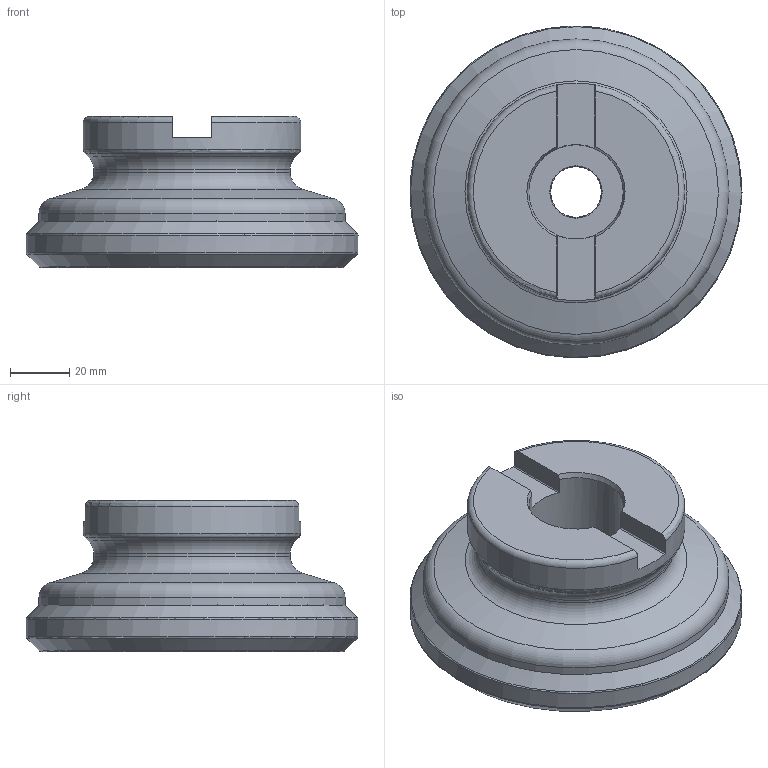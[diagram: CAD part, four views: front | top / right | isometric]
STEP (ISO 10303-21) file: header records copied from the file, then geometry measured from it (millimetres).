
FILE_DESCRIPTION(/* description */ (''),/* implementation_level */ '2;1');
FILE_NAME(/* name */ 'E-Catalogue-F43-ODMT06-D400Z7S125I.stp',/* time_stamp */ '2023-05-19T16:28:33+09:00',/* author */ (''),/* organization */ (''),/* preprocessor_version */ 'ST-DEVELOPER v16',/* originating_system */ 'SIEMENS PLM Software NX 10.0',/* authorisation */ '');
FILE_SCHEMA (('AP203_CONFIGURATION_CONTROLLED_3D_DESIGN_OF_MECHANICAL_PARTS_AND_ASSEMBLIES_MIM_LF { 1 0 10303 403 2 1 2}'));
Length unit declared in the file: millimetre
Products named in the file (1): 102241DCD294w9vs
Bounding box: 111.69 x 111.68 x 50.8 mm (x, y, z)
Volume: 237975.7 mm3; surface area: 50459.5 mm2
Topology: 1 solids, 2 shells, 66 faces, 187 edges, 141 vertices
Faces by surface type: revolution 22, torus 14, cylinder 12, plane 12, cone 6
Full cylindrical faces by diameter (mm): 16.993 x1, 31.75 x1, 32.75 x1, 45 x1, 66.152 x1, 73.152 x1, 102.979 x1, 109.631 x1
Entity records: 2070 total; most frequent: CARTESIAN_POINT 694, DIRECTION 254, ORIENTED_EDGE 194, EDGE_LOOP 116, AXIS2_PLACEMENT_3D 102, FACE_BOUND 100, EDGE_CURVE 97, VERTEX_POINT 81
